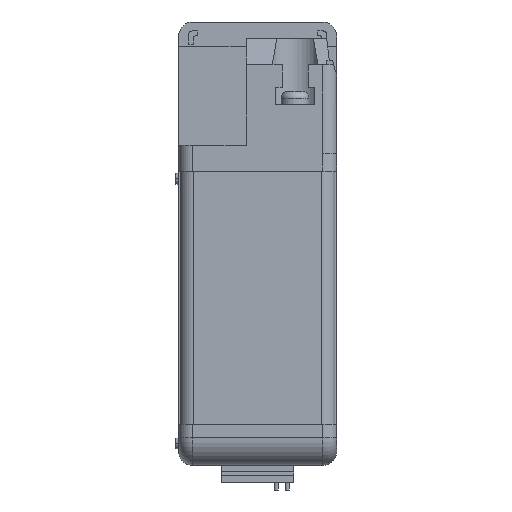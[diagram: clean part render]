
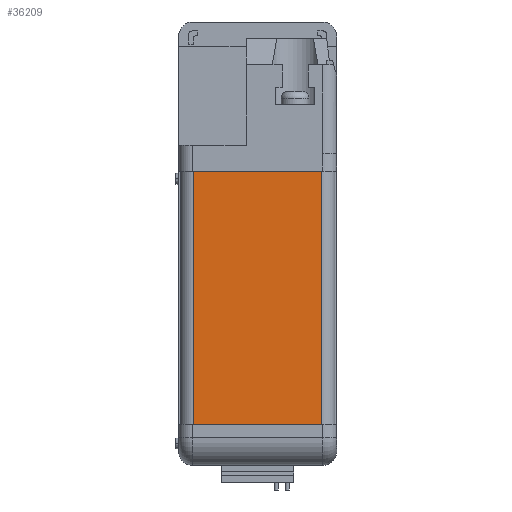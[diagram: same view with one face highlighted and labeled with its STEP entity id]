
A CAD part, front view. The second image highlights one B-rep face of the part: STEP entity #36209.
In plain terms, the highlighted planar face has unit normal (0, -1, 0).
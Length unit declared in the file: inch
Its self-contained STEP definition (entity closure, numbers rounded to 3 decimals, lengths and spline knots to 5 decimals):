
#274 = DIRECTION ( 'NONE',  ( 0., 0., -1. ) ) ;
#891 = EDGE_CURVE ( 'NONE', #22936, #12672, #14366, .T. ) ;
#1450 = ORIENTED_EDGE ( 'NONE', *, *, #19621, .F. ) ;
#2113 = VERTEX_POINT ( 'NONE', #9537 ) ;
#2504 = CARTESIAN_POINT ( 'NONE',  ( 0.5775, -2.9375, 0.655 ) ) ;
#2606 = VERTEX_POINT ( 'NONE', #23962 ) ;
#3545 = CARTESIAN_POINT ( 'NONE',  ( -0.5775, -2.9375, 0.655 ) ) ;
#6993 = VECTOR ( 'NONE', #23262, 39.37008 ) ;
#7452 = LINE ( 'NONE', #17911, #31158 ) ;
#9439 = DIRECTION ( 'NONE',  ( 0., 0., -1. ) ) ;
#9537 = CARTESIAN_POINT ( 'NONE',  ( -0.5775, -2.9375, 0.655 ) ) ;
#10919 = VECTOR ( 'NONE', #9439, 39.37008 ) ;
#11164 = CARTESIAN_POINT ( 'NONE',  ( -0.5775, -2.9375, -1.63 ) ) ;
#12672 = VERTEX_POINT ( 'NONE', #11164 ) ;
#13398 = AXIS2_PLACEMENT_3D ( 'NONE', #13474, #34238, #16500 ) ;
#13450 = EDGE_CURVE ( 'NONE', #2606, #2113, #29714, .T. ) ;
#13474 = CARTESIAN_POINT ( 'NONE',  ( 0.5775, -2.9375, 0.655 ) ) ;
#14366 = LINE ( 'NONE', #14725, #30154 ) ;
#14725 = CARTESIAN_POINT ( 'NONE',  ( 0.5775, -2.9375, -1.63 ) ) ;
#14829 = EDGE_CURVE ( 'NONE', #2113, #12672, #18849, .T. ) ;
#16500 = DIRECTION ( 'NONE',  ( 0., 0., -1. ) ) ;
#17381 = ORIENTED_EDGE ( 'NONE', *, *, #14829, .T. ) ;
#17911 = CARTESIAN_POINT ( 'NONE',  ( 0.5775, -2.9375, 0.655 ) ) ;
#18849 = LINE ( 'NONE', #3545, #10919 ) ;
#19366 = PLANE ( 'NONE',  #13398 ) ;
#19621 = EDGE_CURVE ( 'NONE', #2606, #22936, #7452, .T. ) ;
#21247 = ORIENTED_EDGE ( 'NONE', *, *, #13450, .T. ) ;
#22936 = VERTEX_POINT ( 'NONE', #38312 ) ;
#23262 = DIRECTION ( 'NONE',  ( -1., 0., 0. ) ) ;
#23962 = CARTESIAN_POINT ( 'NONE',  ( 0.5775, -2.9375, 0.655 ) ) ;
#24149 = FACE_OUTER_BOUND ( 'NONE', #37286, .T. ) ;
#25661 = ORIENTED_EDGE ( 'NONE', *, *, #891, .F. ) ;
#29714 = LINE ( 'NONE', #2504, #6993 ) ;
#30154 = VECTOR ( 'NONE', #35447, 39.37008 ) ;
#31158 = VECTOR ( 'NONE', #274, 39.37008 ) ;
#34238 = DIRECTION ( 'NONE',  ( 0., -1., 0. ) ) ;
#35447 = DIRECTION ( 'NONE',  ( -1., 0., 0. ) ) ;
#36209 = ADVANCED_FACE ( 'NONE', ( #24149 ), #19366, .T. ) ;
#37286 = EDGE_LOOP ( 'NONE', ( #25661, #1450, #21247, #17381 ) ) ;
#38312 = CARTESIAN_POINT ( 'NONE',  ( 0.5775, -2.9375, -1.63 ) ) ;
